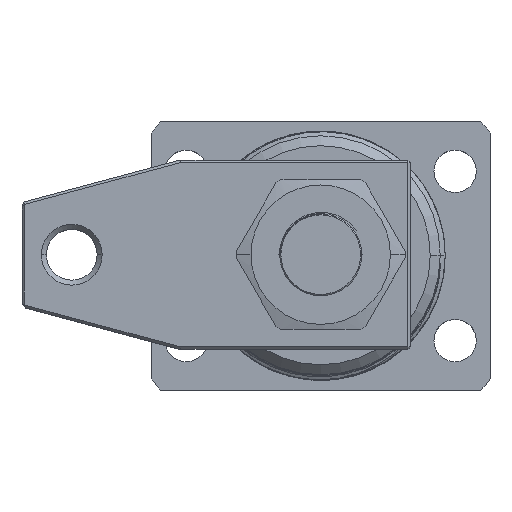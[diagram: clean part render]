
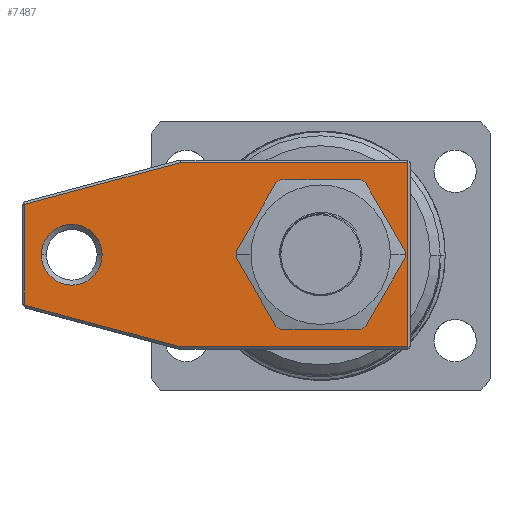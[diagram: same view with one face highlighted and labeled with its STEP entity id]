
A CAD part, top view. The second image highlights one B-rep face of the part: STEP entity #7487.
In plain terms, the highlighted planar face has unit normal (0, 0, 1).
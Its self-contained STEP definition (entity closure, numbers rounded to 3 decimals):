
#58 = DIRECTION ( 'NONE',  ( 1., 0., 0. ) ) ;
#229 = CARTESIAN_POINT ( 'NONE',  ( 0., -18.5, 19. ) ) ;
#288 = EDGE_CURVE ( 'NONE', #2420, #4774, #1139, .T. ) ;
#396 = CARTESIAN_POINT ( 'NONE',  ( 26.349, 0., 19. ) ) ;
#496 = EDGE_CURVE ( 'NONE', #9179, #10184, #7145, .T. ) ;
#549 = CARTESIAN_POINT ( 'NONE',  ( 26.349, 18.5, 19. ) ) ;
#737 = EDGE_CURVE ( 'NONE', #2167, #4196, #5173, .T. ) ;
#766 = CIRCLE ( 'NONE', #10287, 6.1 ) ;
#851 = CARTESIAN_POINT ( 'NONE',  ( -50.651, 10.116, 19. ) ) ;
#954 = CARTESIAN_POINT ( 'NONE',  ( 20.849, 0., 19. ) ) ;
#976 = DIRECTION ( 'NONE',  ( -1., 0., 0. ) ) ;
#1110 = VECTOR ( 'NONE', #1123, 1000. ) ;
#1123 = DIRECTION ( 'NONE',  ( 1., 0., 0. ) ) ;
#1139 = CIRCLE ( 'NONE', #1740, 6.1 ) ;
#1366 = CARTESIAN_POINT ( 'NONE',  ( -47.251, 0., 19. ) ) ;
#1460 = DIRECTION ( 'NONE',  ( -0.966, -0.259, 0. ) ) ;
#1566 = ORIENTED_EDGE ( 'NONE', *, *, #11226, .T. ) ;
#1608 = LINE ( 'NONE', #5877, #10555 ) ;
#1679 = ORIENTED_EDGE ( 'NONE', *, *, #6914, .T. ) ;
#1718 = ORIENTED_EDGE ( 'NONE', *, *, #11463, .T. ) ;
#1720 = DIRECTION ( 'NONE',  ( 0., 0., 1. ) ) ;
#1740 = AXIS2_PLACEMENT_3D ( 'NONE', #2487, #11400, #4103 ) ;
#1828 = PLANE ( 'NONE',  #2584 ) ;
#1890 = AXIS2_PLACEMENT_3D ( 'NONE', #7050, #1720, #7949 ) ;
#2063 = CARTESIAN_POINT ( 'NONE',  ( -50.651, 0., 19. ) ) ;
#2167 = VERTEX_POINT ( 'NONE', #9508 ) ;
#2204 = EDGE_CURVE ( 'NONE', #4774, #2420, #766, .T. ) ;
#2420 = VERTEX_POINT ( 'NONE', #9785 ) ;
#2487 = CARTESIAN_POINT ( 'NONE',  ( -41.151, 0., 19. ) ) ;
#2584 = AXIS2_PLACEMENT_3D ( 'NONE', #9886, #6288, #976 ) ;
#2791 = FACE_BOUND ( 'NONE', #10586, .T. ) ;
#3292 = CARTESIAN_POINT ( 'NONE',  ( -41.151, 0., 19. ) ) ;
#3346 = ORIENTED_EDGE ( 'NONE', *, *, #8974, .T. ) ;
#3352 = CIRCLE ( 'NONE', #7552, 12. ) ;
#3503 = ORIENTED_EDGE ( 'NONE', *, *, #737, .F. ) ;
#3814 = ORIENTED_EDGE ( 'NONE', *, *, #4397, .T. ) ;
#3871 = CARTESIAN_POINT ( 'NONE',  ( 26.349, -18.5, 19. ) ) ;
#4103 = DIRECTION ( 'NONE',  ( -1., 0., 0. ) ) ;
#4155 = LINE ( 'NONE', #10829, #6233 ) ;
#4178 = DIRECTION ( 'NONE',  ( -1., 0., 0. ) ) ;
#4187 = ORIENTED_EDGE ( 'NONE', *, *, #7414, .F. ) ;
#4196 = VERTEX_POINT ( 'NONE', #954 ) ;
#4397 = EDGE_CURVE ( 'NONE', #11177, #6514, #10374, .T. ) ;
#4493 = CARTESIAN_POINT ( 'NONE',  ( 0., 18.5, 19. ) ) ;
#4667 = ORIENTED_EDGE ( 'NONE', *, *, #2204, .T. ) ;
#4668 = DIRECTION ( 'NONE',  ( 0., -1., 0. ) ) ;
#4714 = ORIENTED_EDGE ( 'NONE', *, *, #496, .T. ) ;
#4774 = VERTEX_POINT ( 'NONE', #1366 ) ;
#5150 = FACE_OUTER_BOUND ( 'NONE', #11060, .T. ) ;
#5173 = CIRCLE ( 'NONE', #1890, 12. ) ;
#5226 = CARTESIAN_POINT ( 'NONE',  ( -19.362, -18.5, 19. ) ) ;
#5373 = DIRECTION ( 'NONE',  ( 0., 0., 1. ) ) ;
#5877 = CARTESIAN_POINT ( 'NONE',  ( -5.922, 22.101, 19. ) ) ;
#5949 = VERTEX_POINT ( 'NONE', #5226 ) ;
#6233 = VECTOR ( 'NONE', #8095, 1000. ) ;
#6288 = DIRECTION ( 'NONE',  ( 0., 0., -1. ) ) ;
#6347 = CARTESIAN_POINT ( 'NONE',  ( -50.651, -10.116, 19. ) ) ;
#6425 = ORIENTED_EDGE ( 'NONE', *, *, #288, .T. ) ;
#6514 = VERTEX_POINT ( 'NONE', #6347 ) ;
#6914 = EDGE_CURVE ( 'NONE', #5949, #9179, #8209, .T. ) ;
#7050 = CARTESIAN_POINT ( 'NONE',  ( 8.849, 0., 19. ) ) ;
#7145 = LINE ( 'NONE', #396, #8672 ) ;
#7180 = VECTOR ( 'NONE', #10776, 1000. ) ;
#7414 = EDGE_CURVE ( 'NONE', #4196, #2167, #3352, .T. ) ;
#7430 = LINE ( 'NONE', #4493, #7180 ) ;
#7487 = ADVANCED_FACE ( 'NONE', ( #5150, #9650, #2791 ), #1828, .F. ) ;
#7552 = AXIS2_PLACEMENT_3D ( 'NONE', #10762, #5373, #58 ) ;
#7698 = VERTEX_POINT ( 'NONE', #9184 ) ;
#7949 = DIRECTION ( 'NONE',  ( 1., 0., 0. ) ) ;
#8095 = DIRECTION ( 'NONE',  ( 0.966, -0.259, 0. ) ) ;
#8209 = LINE ( 'NONE', #229, #1110 ) ;
#8672 = VECTOR ( 'NONE', #11114, 1000. ) ;
#8974 = EDGE_CURVE ( 'NONE', #6514, #5949, #4155, .T. ) ;
#9179 = VERTEX_POINT ( 'NONE', #3871 ) ;
#9184 = CARTESIAN_POINT ( 'NONE',  ( -19.362, 18.5, 19. ) ) ;
#9508 = CARTESIAN_POINT ( 'NONE',  ( -3.151, 0., 19. ) ) ;
#9554 = DIRECTION ( 'NONE',  ( 0., 0., -1. ) ) ;
#9650 = FACE_BOUND ( 'NONE', #10808, .T. ) ;
#9785 = CARTESIAN_POINT ( 'NONE',  ( -35.051, 0., 19. ) ) ;
#9886 = CARTESIAN_POINT ( 'NONE',  ( 0., 0., 19. ) ) ;
#10088 = VECTOR ( 'NONE', #4668, 1000. ) ;
#10184 = VERTEX_POINT ( 'NONE', #549 ) ;
#10287 = AXIS2_PLACEMENT_3D ( 'NONE', #3292, #9554, #4178 ) ;
#10374 = LINE ( 'NONE', #2063, #10088 ) ;
#10555 = VECTOR ( 'NONE', #1460, 1000. ) ;
#10586 = EDGE_LOOP ( 'NONE', ( #6425, #4667 ) ) ;
#10762 = CARTESIAN_POINT ( 'NONE',  ( 8.849, 0., 19. ) ) ;
#10776 = DIRECTION ( 'NONE',  ( -1., 0., 0. ) ) ;
#10808 = EDGE_LOOP ( 'NONE', ( #4187, #3503 ) ) ;
#10829 = CARTESIAN_POINT ( 'NONE',  ( -5.922, -22.101, 19. ) ) ;
#11060 = EDGE_LOOP ( 'NONE', ( #1566, #1718, #3814, #3346, #1679, #4714 ) ) ;
#11114 = DIRECTION ( 'NONE',  ( 0., 1., 0. ) ) ;
#11177 = VERTEX_POINT ( 'NONE', #851 ) ;
#11226 = EDGE_CURVE ( 'NONE', #10184, #7698, #7430, .T. ) ;
#11400 = DIRECTION ( 'NONE',  ( 0., 0., -1. ) ) ;
#11463 = EDGE_CURVE ( 'NONE', #7698, #11177, #1608, .T. ) ;
